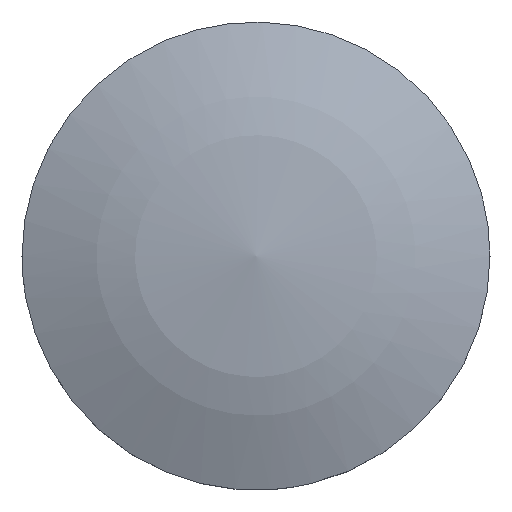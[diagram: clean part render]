
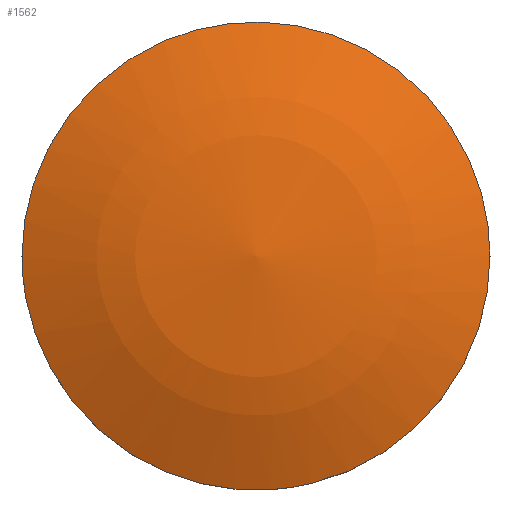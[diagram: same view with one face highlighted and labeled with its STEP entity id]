
A CAD part, top view. The second image highlights one B-rep face of the part: STEP entity #1562.
In plain terms, the highlighted free-form (B-spline) face has degree [2, 2] with [4, 4] control points.
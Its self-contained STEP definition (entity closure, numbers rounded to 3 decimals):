
#1303=CARTESIAN_POINT('',(-0.449,3.773,2.));
#1304=VERTEX_POINT('',#1303);
#1310=CARTESIAN_POINT('',(3.8,0.0,2.));
#1311=VERTEX_POINT('',#1310);
#1312=CARTESIAN_POINT('',(-0.449,3.773,2.));
#1313=CARTESIAN_POINT('',(-0.225,3.8,2.));
#1314=CARTESIAN_POINT('',(0.0,3.8,2.));
#1315=CARTESIAN_POINT('',(3.8,3.8,2.));
#1316=CARTESIAN_POINT('',(3.8,0.0,2.));
#1324=(BOUNDED_CURVE()B_SPLINE_CURVE(2,(#1312,#1313,#1314,#1315,#1316),.UNSPECIFIED.,.F.,.U.)B_SPLINE_CURVE_WITH_KNOTS((3,2,3),(0.23,0.25,0.5),.UNSPECIFIED.)CURVE()GEOMETRIC_REPRESENTATION_ITEM()RATIONAL_B_SPLINE_CURVE((0.956,0.976,1.0,0.707,1.0))REPRESENTATION_ITEM(''));
#1325=EDGE_CURVE('',#1304,#1311,#1324,.T.);
#1327=CARTESIAN_POINT('',(0.232,-3.793,2.));
#1328=VERTEX_POINT('',#1327);
#1329=CARTESIAN_POINT('',(3.8,0.0,2.));
#1330=CARTESIAN_POINT('',(3.8,-3.575,2.));
#1331=CARTESIAN_POINT('',(0.232,-3.793,2.));
#1339=(BOUNDED_CURVE()B_SPLINE_CURVE(2,(#1329,#1330,#1331),.UNSPECIFIED.,.F.,.U.)B_SPLINE_CURVE_WITH_KNOTS((3,3),(0.5,0.739),.UNSPECIFIED.)CURVE()GEOMETRIC_REPRESENTATION_ITEM()RATIONAL_B_SPLINE_CURVE((1.0,0.72,0.976))REPRESENTATION_ITEM(''));
#1340=EDGE_CURVE('',#1311,#1328,#1339,.T.);
#1414=CARTESIAN_POINT('',(-3.8,0.0,2.));
#1415=VERTEX_POINT('',#1414);
#1416=CARTESIAN_POINT('',(0.232,-3.793,2.));
#1417=CARTESIAN_POINT('',(0.116,-3.8,2.));
#1418=CARTESIAN_POINT('',(0.0,-3.8,2.));
#1419=CARTESIAN_POINT('',(-3.8,-3.8,2.));
#1420=CARTESIAN_POINT('',(-3.8,0.0,2.));
#1428=(BOUNDED_CURVE()B_SPLINE_CURVE(2,(#1416,#1417,#1418,#1419,#1420),.UNSPECIFIED.,.F.,.U.)B_SPLINE_CURVE_WITH_KNOTS((3,2,3),(0.739,0.75,1.0),.UNSPECIFIED.)CURVE()GEOMETRIC_REPRESENTATION_ITEM()RATIONAL_B_SPLINE_CURVE((0.976,0.988,1.0,0.707,1.0))REPRESENTATION_ITEM(''));
#1429=EDGE_CURVE('',#1328,#1415,#1428,.T.);
#1431=CARTESIAN_POINT('',(-3.8,0.0,2.));
#1432=CARTESIAN_POINT('',(-3.8,3.375,2.));
#1433=CARTESIAN_POINT('',(-0.449,3.773,2.));
#1441=(BOUNDED_CURVE()B_SPLINE_CURVE(2,(#1431,#1432,#1433),.UNSPECIFIED.,.F.,.U.)B_SPLINE_CURVE_WITH_KNOTS((3,3),(0.0,0.23),.UNSPECIFIED.)CURVE()GEOMETRIC_REPRESENTATION_ITEM()RATIONAL_B_SPLINE_CURVE((1.0,0.731,0.956))REPRESENTATION_ITEM(''));
#1442=EDGE_CURVE('',#1415,#1304,#1441,.T.);
#1532=CARTESIAN_POINT('',(-3.942,-3.942,0.974));
#1533=CARTESIAN_POINT('',(-2.071,-4.143,1.841));
#1534=CARTESIAN_POINT('',(2.071,-4.143,1.841));
#1535=CARTESIAN_POINT('',(3.942,-3.942,0.974));
#1536=CARTESIAN_POINT('',(-4.143,-2.071,1.841));
#1537=CARTESIAN_POINT('',(-2.182,-2.182,2.8));
#1538=CARTESIAN_POINT('',(2.182,-2.182,2.8));
#1539=CARTESIAN_POINT('',(4.143,-2.071,1.841));
#1540=CARTESIAN_POINT('',(-4.143,2.071,1.841));
#1541=CARTESIAN_POINT('',(-2.182,2.182,2.8));
#1542=CARTESIAN_POINT('',(2.182,2.182,2.8));
#1543=CARTESIAN_POINT('',(4.143,2.071,1.841));
#1544=CARTESIAN_POINT('',(-3.942,3.942,0.974));
#1545=CARTESIAN_POINT('',(-2.071,4.143,1.841));
#1546=CARTESIAN_POINT('',(2.071,4.143,1.841));
#1547=CARTESIAN_POINT('',(3.942,3.942,0.974));
#1555=(BOUNDED_SURFACE()B_SPLINE_SURFACE(2,2,((#1532,#1536,#1540,#1544),(#1533,#1537,#1541,#1545),(#1534,#1538,#1542,#1546),(#1535,#1539,#1543,#1547)),.UNSPECIFIED.,.F.,.F.,.U.)B_SPLINE_SURFACE_WITH_KNOTS((3,1,3),(3,1,3),(1.423,5.587,9.751),(1.423,5.587,9.751),.UNSPECIFIED.)GEOMETRIC_REPRESENTATION_ITEM()RATIONAL_B_SPLINE_SURFACE(((1.107,1.054,1.054,1.107),(1.054,1.0,1.0,1.054),(1.054,1.0,1.0,1.054),(1.107,1.054,1.054,1.107)))REPRESENTATION_ITEM('')SURFACE());
#1556=ORIENTED_EDGE('',*,*,#1429,.F.);
#1557=ORIENTED_EDGE('',*,*,#1340,.F.);
#1558=ORIENTED_EDGE('',*,*,#1325,.F.);
#1559=ORIENTED_EDGE('',*,*,#1442,.F.);
#1560=EDGE_LOOP('',(#1556,#1557,#1558,#1559));
#1561=FACE_OUTER_BOUND('',#1560,.T.);
#1562=ADVANCED_FACE('',(#1561),#1555,.T.);
